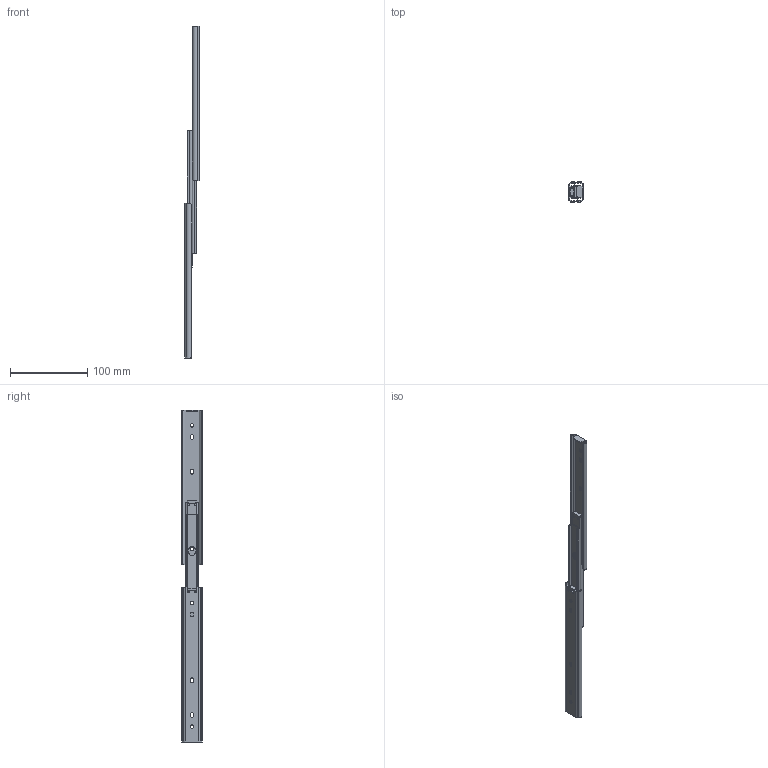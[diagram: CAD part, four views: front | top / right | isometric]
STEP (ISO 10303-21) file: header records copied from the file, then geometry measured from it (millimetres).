
FILE_DESCRIPTION (( 'STEP AP203' ), '1' );
FILE_NAME ('2731M-200.STEP', '2021-01-25T07:42:46', ( '' ), ( '' ), 'SwSTEP 2.0', 'SolidWorks 2019', '' );
FILE_SCHEMA (( 'CONFIG_CONTROL_DESIGN' ));
Length unit declared in the file: millimetre
Products named in the file (5): SBP1015; IM-2731M-200; OM-2731M-200; 2731M-200; SBP1017
Assembly tree (8 placements, depth 2):
  2731M-200
    OM-2731M-200  x2
    SBP1017  x2
    IM-2731M-200  x2
    SBP1015  x2
Bounding box: 19.1 x 27 x 429.48 mm (x, y, z)
Volume: 36922.1 mm3; surface area: 51707 mm2
Topology: 8 solids, 8 shells, 396 faces, 1062 edges, 672 vertices
Faces by surface type: cylinder 196, plane 160, torus 24, sphere 8, bspline 8
Entity records: 7094 total; most frequent: CARTESIAN_POINT 1420, DIRECTION 1097, ORIENTED_EDGE 1054, EDGE_CURVE 527, AXIS2_PLACEMENT_3D 405, VERTEX_POINT 336, LINE 287, VECTOR 287
